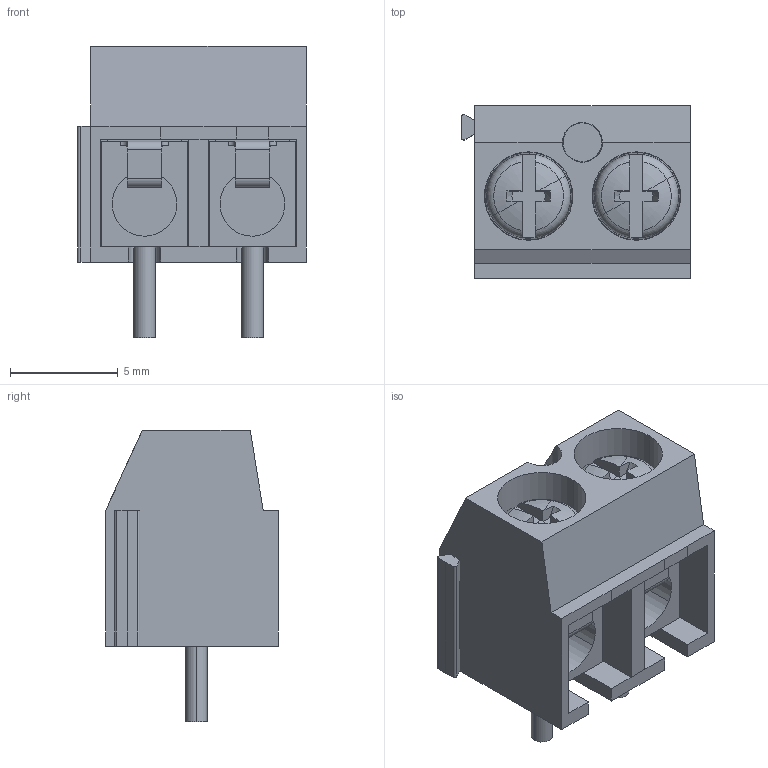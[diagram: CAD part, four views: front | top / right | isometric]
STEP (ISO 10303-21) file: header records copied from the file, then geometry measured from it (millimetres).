
FILE_DESCRIPTION(('CATIA V5 STEP Exchange','CAx-IF Rec.Pracs.--- Model Styling and Organization---1.4--- 2014-01-23'),'2;1');
FILE_NAME ('D1529975_0_1791630000_1791630000.stp','2022-05-05T10:02:07+00:00',('none'),('Weidmueller'),'CATIA Version 5-6 Release 2016 SP3 HF44','CATIA V5 STEP AP214','none');
FILE_SCHEMA(('AUTOMOTIVE_DESIGN { 1 0 10303 214 1 1 1 1 }'));
Length unit declared in the file: millimetre
Products named in the file (1): 1791630000
Bounding box: 10.6 x 8 x 13.5 mm (x, y, z)
Volume: 448.3 mm3; surface area: 1252.7 mm2
Topology: 5 solids, 5 shells, 159 faces, 457 edges, 310 vertices
Faces by surface type: plane 101, cylinder 36, cone 10, revolution 8, torus 4
Entity records: 5122 total; most frequent: CARTESIAN_POINT 1225, ORIENTED_EDGE 914, DIRECTION 599, EDGE_CURVE 457, VERTEX_POINT 310, VECTOR 299, LINE 299, AXIS2_PLACEMENT_3D 197
